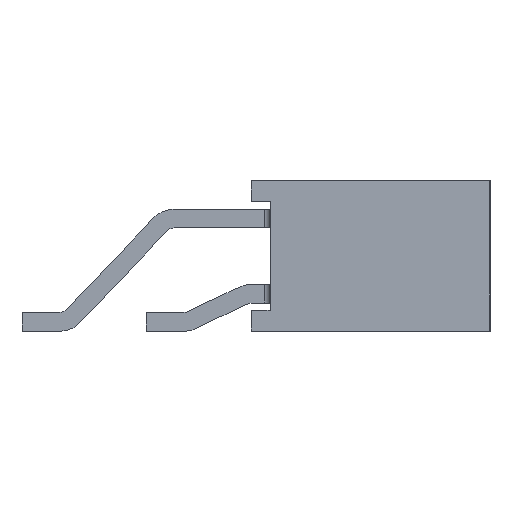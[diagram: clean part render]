
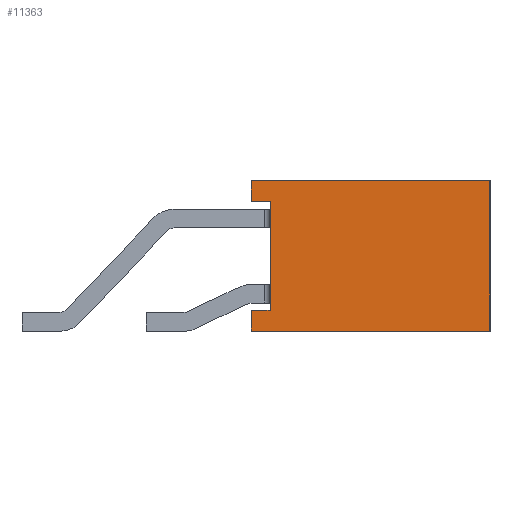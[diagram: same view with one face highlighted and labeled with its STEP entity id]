
A CAD part, left-side view. The second image highlights one B-rep face of the part: STEP entity #11363.
In plain terms, the highlighted planar face has unit normal (-1, 0, 0).
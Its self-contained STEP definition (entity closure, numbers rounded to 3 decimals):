
#1358=ORIENTED_EDGE('',*,*,#4436,.F.);
#1359=ORIENTED_EDGE('',*,*,#4516,.F.);
#1360=ORIENTED_EDGE('',*,*,#4379,.F.);
#1361=ORIENTED_EDGE('',*,*,#4376,.F.);
#1362=ORIENTED_EDGE('',*,*,#3789,.F.);
#1363=ORIENTED_EDGE('',*,*,#4371,.F.);
#1364=ORIENTED_EDGE('',*,*,#4368,.F.);
#1365=ORIENTED_EDGE('',*,*,#4446,.F.);
#3789=EDGE_CURVE('',#5462,#5463,#6533,.T.);
#4368=EDGE_CURVE('',#5900,#5898,#7088,.T.);
#4371=EDGE_CURVE('',#5898,#5462,#7090,.T.);
#4376=EDGE_CURVE('',#5463,#5904,#7094,.T.);
#4379=EDGE_CURVE('',#5904,#5907,#7097,.T.);
#4436=EDGE_CURVE('',#5964,#5965,#7154,.T.);
#4446=EDGE_CURVE('',#5965,#5900,#7162,.T.);
#4516=EDGE_CURVE('',#5907,#5964,#7205,.T.);
#5462=VERTEX_POINT('',#15952);
#5463=VERTEX_POINT('',#15954);
#5898=VERTEX_POINT('',#17081);
#5900=VERTEX_POINT('',#17085);
#5904=VERTEX_POINT('',#17097);
#5907=VERTEX_POINT('',#17105);
#5964=VERTEX_POINT('',#17222);
#5965=VERTEX_POINT('',#17223);
#6533=LINE('',#15953,#8041);
#7088=LINE('',#17086,#8596);
#7090=LINE('',#17092,#8598);
#7094=LINE('',#17101,#8602);
#7097=LINE('',#17107,#8605);
#7154=LINE('',#17221,#8662);
#7162=LINE('',#17240,#8670);
#7205=LINE('',#17353,#8713);
#8041=VECTOR('',#12776,1000.);
#8596=VECTOR('',#13611,1000.);
#8598=VECTOR('',#13617,1000.);
#8602=VECTOR('',#13625,1000.);
#8605=VECTOR('',#13630,1000.);
#8662=VECTOR('',#13689,1000.);
#8670=VECTOR('',#13703,1000.);
#8713=VECTOR('',#13812,1000.);
#9607=EDGE_LOOP('',(#1358,#1359,#1360,#1361,#1362,#1363,#1364,#1365));
#10229=FACE_BOUND('',#9607,.T.);
#10837=PLANE('',#12065);
#11363=ADVANCED_FACE('',(#10229),#10837,.F.);
#12065=AXIS2_PLACEMENT_3D('',#17359,#13819,#13820);
#12776=DIRECTION('',(0.,0.,1.));
#13611=DIRECTION('',(0.,0.,1.));
#13617=DIRECTION('',(0.,-1.,0.));
#13625=DIRECTION('',(0.,1.,0.));
#13630=DIRECTION('',(0.,0.,1.));
#13689=DIRECTION('',(0.,0.,-1.));
#13703=DIRECTION('',(0.,1.,0.));
#13812=DIRECTION('',(0.,-1.,0.));
#13819=DIRECTION('',(1.,0.,0.));
#13820=DIRECTION('',(0.,0.,-1.));
#15952=CARTESIAN_POINT('',(-7.15,2.675,-1.45));
#15953=CARTESIAN_POINT('',(-7.15,2.675,1.45));
#15954=CARTESIAN_POINT('',(-7.15,2.675,1.45));
#17081=CARTESIAN_POINT('',(-7.15,3.175,-1.45));
#17085=CARTESIAN_POINT('',(-7.15,3.175,-2.));
#17086=CARTESIAN_POINT('',(-7.15,3.175,-2.));
#17092=CARTESIAN_POINT('',(-7.15,2.675,-1.45));
#17097=CARTESIAN_POINT('',(-7.15,3.175,1.45));
#17101=CARTESIAN_POINT('',(-7.15,3.175,1.45));
#17105=CARTESIAN_POINT('',(-7.15,3.175,2.));
#17107=CARTESIAN_POINT('',(-7.15,3.175,1.45));
#17221=CARTESIAN_POINT('',(-7.15,-3.175,2.));
#17222=CARTESIAN_POINT('',(-7.15,-3.175,2.));
#17223=CARTESIAN_POINT('',(-7.15,-3.175,-2.));
#17240=CARTESIAN_POINT('',(-7.15,-3.175,-2.));
#17353=CARTESIAN_POINT('',(-7.15,3.175,2.));
#17359=CARTESIAN_POINT('',(-7.15,0.,0.));
